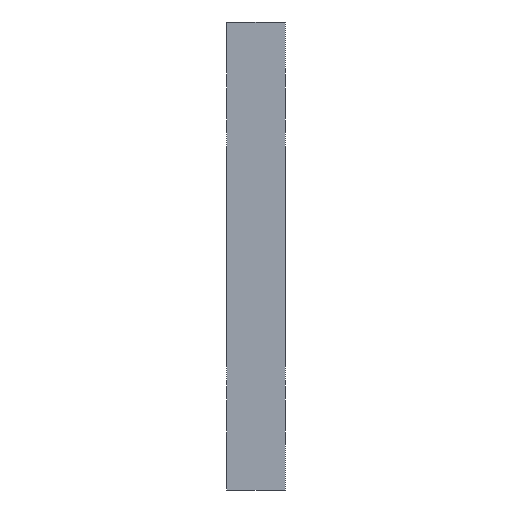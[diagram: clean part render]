
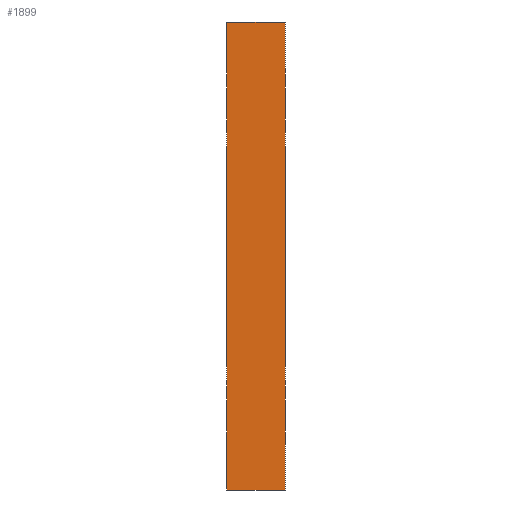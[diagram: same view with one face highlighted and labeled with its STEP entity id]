
A CAD part, front view. The second image highlights one B-rep face of the part: STEP entity #1899.
In plain terms, the highlighted planar face has unit normal (0, -1, 0).
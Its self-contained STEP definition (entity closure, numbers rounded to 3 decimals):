
#21 = VECTOR ( 'NONE', #1301, 1000. ) ;
#116 = EDGE_CURVE ( 'NONE', #947, #1191, #1586, .T. ) ;
#163 = ORIENTED_EDGE ( 'NONE', *, *, #581, .T. ) ;
#212 = PLANE ( 'NONE',  #1348 ) ;
#221 = CARTESIAN_POINT ( 'NONE',  ( 19.5, -22.5, -12. ) ) ;
#270 = CARTESIAN_POINT ( 'NONE',  ( 19.5, -22.5, 12. ) ) ;
#289 = EDGE_CURVE ( 'NONE', #484, #945, #1973, .T. ) ;
#441 = ORIENTED_EDGE ( 'NONE', *, *, #116, .T. ) ;
#484 = VERTEX_POINT ( 'NONE', #1774 ) ;
#565 = DIRECTION ( 'NONE',  ( 1., 0., 0. ) ) ;
#581 = EDGE_CURVE ( 'NONE', #1191, #945, #805, .T. ) ;
#664 = DIRECTION ( 'NONE',  ( 0., 1., 0. ) ) ;
#805 = LINE ( 'NONE', #1481, #1322 ) ;
#813 = CARTESIAN_POINT ( 'NONE',  ( 19.5, -22.5, 12. ) ) ;
#851 = ORIENTED_EDGE ( 'NONE', *, *, #289, .F. ) ;
#918 = VECTOR ( 'NONE', #1662, 1000. ) ;
#945 = VERTEX_POINT ( 'NONE', #1659 ) ;
#947 = VERTEX_POINT ( 'NONE', #1817 ) ;
#978 = CARTESIAN_POINT ( 'NONE',  ( 19.5, -22.5, 12. ) ) ;
#1021 = CARTESIAN_POINT ( 'NONE',  ( 22.5, -22.5, 12. ) ) ;
#1063 = FACE_OUTER_BOUND ( 'NONE', #1625, .T. ) ;
#1086 = VECTOR ( 'NONE', #1882, 1000. ) ;
#1191 = VERTEX_POINT ( 'NONE', #221 ) ;
#1301 = DIRECTION ( 'NONE',  ( 0., 0., -1. ) ) ;
#1322 = VECTOR ( 'NONE', #565, 1000. ) ;
#1348 = AXIS2_PLACEMENT_3D ( 'NONE', #813, #664, #1450 ) ;
#1450 = DIRECTION ( 'NONE',  ( -1., 0., 0. ) ) ;
#1481 = CARTESIAN_POINT ( 'NONE',  ( 19.5, -22.5, -12. ) ) ;
#1586 = LINE ( 'NONE', #978, #1086 ) ;
#1625 = EDGE_LOOP ( 'NONE', ( #163, #851, #1755, #441 ) ) ;
#1659 = CARTESIAN_POINT ( 'NONE',  ( 22.5, -22.5, -12. ) ) ;
#1662 = DIRECTION ( 'NONE',  ( 1., 0., 0. ) ) ;
#1676 = EDGE_CURVE ( 'NONE', #947, #484, #1810, .T. ) ;
#1755 = ORIENTED_EDGE ( 'NONE', *, *, #1676, .F. ) ;
#1774 = CARTESIAN_POINT ( 'NONE',  ( 22.5, -22.5, 12. ) ) ;
#1810 = LINE ( 'NONE', #270, #918 ) ;
#1817 = CARTESIAN_POINT ( 'NONE',  ( 19.5, -22.5, 12. ) ) ;
#1882 = DIRECTION ( 'NONE',  ( 0., 0., -1. ) ) ;
#1899 = ADVANCED_FACE ( 'NONE', ( #1063 ), #212, .F. ) ;
#1973 = LINE ( 'NONE', #1021, #21 ) ;
